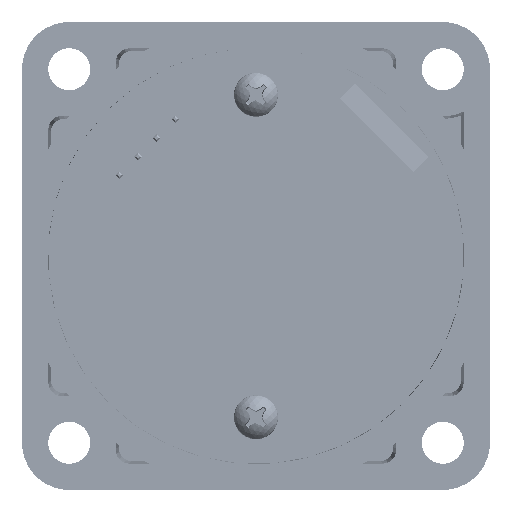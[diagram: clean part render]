
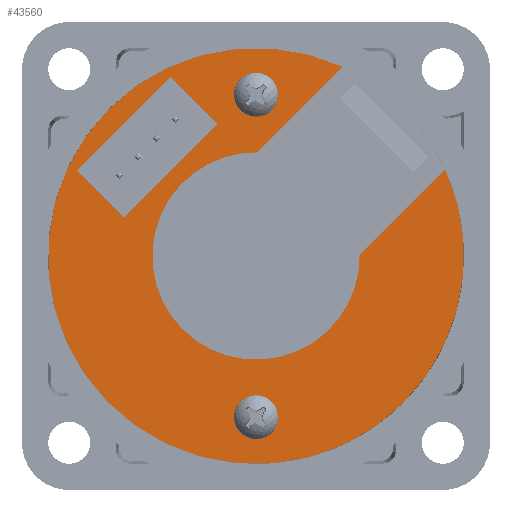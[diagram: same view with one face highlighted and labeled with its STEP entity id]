
A CAD part, front view. The second image highlights one B-rep face of the part: STEP entity #43560.
In plain terms, the highlighted face is planar.
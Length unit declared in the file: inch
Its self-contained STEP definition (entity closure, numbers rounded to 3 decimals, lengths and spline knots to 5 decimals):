
#288 = CARTESIAN_POINT ( 'NONE',  ( 0., 0.6415, 0. ) ) ;
#310 = CARTESIAN_POINT ( 'NONE',  ( 0.275, 0.6415, 0.73792 ) ) ;
#486 = CARTESIAN_POINT ( 'NONE',  ( 0.4575, 0.6415, 0.25 ) ) ;
#1060 = CARTESIAN_POINT ( 'NONE',  ( 0.4575, 0.6415, 0.25 ) ) ;
#1244 = CARTESIAN_POINT ( 'NONE',  ( 0.7075, 0.6415, -0.25 ) ) ;
#1611 = ORIENTED_EDGE ( 'NONE', *, *, #16880, .F. ) ;
#1754 = DIRECTION ( 'NONE',  ( -1., 0., 0. ) ) ;
#2184 = VERTEX_POINT ( 'NONE', #3767 ) ;
#2420 = LINE ( 'NONE', #17408, #23429 ) ;
#2650 = VERTEX_POINT ( 'NONE', #9350 ) ;
#2758 = CARTESIAN_POINT ( 'NONE',  ( 0.4575, 0.6415, 0.25 ) ) ;
#2814 = CARTESIAN_POINT ( 'NONE',  ( 0.7075, 0.6415, -0.25 ) ) ;
#3658 = DIRECTION ( 'NONE',  ( 0., 0., 1. ) ) ;
#3767 = CARTESIAN_POINT ( 'NONE',  ( 0.67, 0.6415, 0.25 ) ) ;
#3831 = CARTESIAN_POINT ( 'NONE',  ( -0.275, 0.6415, 0.28006 ) ) ;
#4197 = ORIENTED_EDGE ( 'NONE', *, *, #26299, .F. ) ;
#5671 = FACE_OUTER_BOUND ( 'NONE', #40929, .T. ) ;
#6139 = DIRECTION ( 'NONE',  ( 0., 0., 1. ) ) ;
#6482 = ORIENTED_EDGE ( 'NONE', *, *, #13120, .F. ) ;
#6484 = LINE ( 'NONE', #21511, #48063 ) ;
#6653 = CARTESIAN_POINT ( 'NONE',  ( 0.4575, 0.6415, -0.25 ) ) ;
#6916 = ORIENTED_EDGE ( 'NONE', *, *, #45954, .F. ) ;
#6949 = LINE ( 'NONE', #21977, #29352 ) ;
#7236 = VERTEX_POINT ( 'NONE', #44548 ) ;
#7926 = LINE ( 'NONE', #22980, #46548 ) ;
#8336 = ORIENTED_EDGE ( 'NONE', *, *, #36657, .F. ) ;
#8358 = EDGE_LOOP ( 'NONE', ( #12679, #1611, #17761, #6916, #6482, #34650, #4197, #8336, #13187, #38049, #38510, #16781 ) ) ;
#9350 = CARTESIAN_POINT ( 'NONE',  ( -0.275, 0.6415, 0.28006 ) ) ;
#9553 = LINE ( 'NONE', #24599, #15643 ) ;
#9876 = EDGE_CURVE ( 'NONE', #2650, #42403, #37544, .T. ) ;
#10998 = EDGE_CURVE ( 'NONE', #19323, #2184, #6949, .T. ) ;
#11510 = DIRECTION ( 'NONE',  ( 0., 0., 1. ) ) ;
#11535 = VERTEX_POINT ( 'NONE', #45265 ) ;
#12429 = LINE ( 'NONE', #27483, #32620 ) ;
#12679 = ORIENTED_EDGE ( 'NONE', *, *, #21310, .F. ) ;
#13120 = EDGE_CURVE ( 'NONE', #41249, #26856, #22383, .T. ) ;
#13187 = ORIENTED_EDGE ( 'NONE', *, *, #13529, .F. ) ;
#13208 = VERTEX_POINT ( 'NONE', #26558 ) ;
#13529 = EDGE_CURVE ( 'NONE', #26605, #17389, #12429, .T. ) ;
#13613 = CARTESIAN_POINT ( 'NONE',  ( 0.7075, 0.6415, 0.25 ) ) ;
#14314 = LINE ( 'NONE', #29391, #47129 ) ;
#14855 = CIRCLE ( 'NONE', #42363, 0.3925 ) ;
#15239 = DIRECTION ( 'NONE',  ( 0., 1., 0. ) ) ;
#15295 = CARTESIAN_POINT ( 'NONE',  ( 0.62, 0.6415, 0.25 ) ) ;
#15643 = VECTOR ( 'NONE', #39573, 39.37008 ) ;
#16018 = DIRECTION ( 'NONE',  ( 1., 0., 0. ) ) ;
#16430 = VERTEX_POINT ( 'NONE', #18390 ) ;
#16781 = ORIENTED_EDGE ( 'NONE', *, *, #36121, .F. ) ;
#16828 = LINE ( 'NONE', #31885, #29270 ) ;
#16880 = EDGE_CURVE ( 'NONE', #2184, #25369, #34761, .T. ) ;
#17212 = EDGE_CURVE ( 'NONE', #43412, #42403, #44847, .T. ) ;
#17389 = VERTEX_POINT ( 'NONE', #1244 ) ;
#17408 = CARTESIAN_POINT ( 'NONE',  ( 0.7075, 0.6415, -0.25 ) ) ;
#17731 = DIRECTION ( 'NONE',  ( 1., 0., 0. ) ) ;
#17761 = ORIENTED_EDGE ( 'NONE', *, *, #10998, .F. ) ;
#17795 = DIRECTION ( 'NONE',  ( 0., 0., -1. ) ) ;
#17930 = VECTOR ( 'NONE', #1754, 39.37008 ) ;
#18390 = CARTESIAN_POINT ( 'NONE',  ( 0.7075, 0.6415, 0.1625 ) ) ;
#18838 = DIRECTION ( 'NONE',  ( 0., 0., 1. ) ) ;
#19323 = VERTEX_POINT ( 'NONE', #15295 ) ;
#20411 = LINE ( 'NONE', #35444, #17930 ) ;
#20490 = VECTOR ( 'NONE', #16018, 39.37008 ) ;
#20676 = PLANE ( 'NONE',  #41802 ) ;
#21310 = EDGE_CURVE ( 'NONE', #25369, #16430, #2420, .T. ) ;
#21511 = CARTESIAN_POINT ( 'NONE',  ( 0.4575, 0.6415, -0.25 ) ) ;
#21630 = VECTOR ( 'NONE', #17795, 39.37008 ) ;
#21977 = CARTESIAN_POINT ( 'NONE',  ( 0., 0.6415, 0.25 ) ) ;
#22383 = LINE ( 'NONE', #37377, #36500 ) ;
#22980 = CARTESIAN_POINT ( 'NONE',  ( 0.7075, 0.6415, 0. ) ) ;
#23429 = VECTOR ( 'NONE', #32462, 39.37008 ) ;
#23671 = AXIS2_PLACEMENT_3D ( 'NONE', #288, #15239, #30311 ) ;
#24599 = CARTESIAN_POINT ( 'NONE',  ( 0.275, 0.6415, 0.28006 ) ) ;
#24874 = CARTESIAN_POINT ( 'NONE',  ( 0., 0.6415, 0. ) ) ;
#24945 = ORIENTED_EDGE ( 'NONE', *, *, #9876, .F. ) ;
#25369 = VERTEX_POINT ( 'NONE', #13613 ) ;
#25467 = CARTESIAN_POINT ( 'NONE',  ( 0.7075, 0.6415, -0.1125 ) ) ;
#26299 = EDGE_CURVE ( 'NONE', #47045, #7236, #14314, .T. ) ;
#26558 = CARTESIAN_POINT ( 'NONE',  ( 0.275, 0.6415, 0.28006 ) ) ;
#26605 = VERTEX_POINT ( 'NONE', #34974 ) ;
#26856 = VERTEX_POINT ( 'NONE', #486 ) ;
#27483 = CARTESIAN_POINT ( 'NONE',  ( 0.7075, 0.6415, -0.25 ) ) ;
#27680 = VECTOR ( 'NONE', #18838, 39.37008 ) ;
#29270 = VECTOR ( 'NONE', #46831, 39.37008 ) ;
#29352 = VECTOR ( 'NONE', #36989, 39.37008 ) ;
#29391 = CARTESIAN_POINT ( 'NONE',  ( 0., 0.6415, -0.25 ) ) ;
#30273 = CARTESIAN_POINT ( 'NONE',  ( 0., 0.6415, 0. ) ) ;
#30311 = DIRECTION ( 'NONE',  ( 0., 0., 1. ) ) ;
#31885 = CARTESIAN_POINT ( 'NONE',  ( 0.7075, 0.6415, 0. ) ) ;
#32041 = EDGE_CURVE ( 'NONE', #13208, #2650, #14855, .T. ) ;
#32137 = ORIENTED_EDGE ( 'NONE', *, *, #32041, .F. ) ;
#32462 = DIRECTION ( 'NONE',  ( 0., 0., -1. ) ) ;
#32620 = VECTOR ( 'NONE', #42434, 39.37008 ) ;
#34143 = VECTOR ( 'NONE', #17731, 39.37008 ) ;
#34292 = CARTESIAN_POINT ( 'NONE',  ( 0.67, 0.6415, -0.25 ) ) ;
#34650 = ORIENTED_EDGE ( 'NONE', *, *, #35069, .F. ) ;
#34761 = LINE ( 'NONE', #1060, #20490 ) ;
#34964 = EDGE_CURVE ( 'NONE', #42983, #26605, #16828, .T. ) ;
#34974 = CARTESIAN_POINT ( 'NONE',  ( 0.7075, 0.6415, -0.1625 ) ) ;
#35069 = EDGE_CURVE ( 'NONE', #7236, #41249, #6484, .T. ) ;
#35444 = CARTESIAN_POINT ( 'NONE',  ( 0.4575, 0.6415, -0.25 ) ) ;
#36121 = EDGE_CURVE ( 'NONE', #16430, #11535, #7926, .T. ) ;
#36463 = LINE ( 'NONE', #2758, #34143 ) ;
#36500 = VECTOR ( 'NONE', #3658, 39.37008 ) ;
#36516 = DIRECTION ( 'NONE',  ( -1., 0., 0. ) ) ;
#36522 = LINE ( 'NONE', #2814, #21630 ) ;
#36657 = EDGE_CURVE ( 'NONE', #17389, #47045, #20411, .T. ) ;
#36989 = DIRECTION ( 'NONE',  ( 1., 0., 0. ) ) ;
#37377 = CARTESIAN_POINT ( 'NONE',  ( 0.4575, 0.6415, -0.25 ) ) ;
#37544 = LINE ( 'NONE', #3831, #27680 ) ;
#37712 = EDGE_CURVE ( 'NONE', #43412, #13208, #9553, .T. ) ;
#37961 = DIRECTION ( 'NONE',  ( 0., 0., -1. ) ) ;
#38049 = ORIENTED_EDGE ( 'NONE', *, *, #34964, .F. ) ;
#38510 = ORIENTED_EDGE ( 'NONE', *, *, #46838, .F. ) ;
#39361 = FACE_BOUND ( 'NONE', #8358, .T. ) ;
#39573 = DIRECTION ( 'NONE',  ( 0., 0., -1. ) ) ;
#39706 = ORIENTED_EDGE ( 'NONE', *, *, #37712, .F. ) ;
#39844 = DIRECTION ( 'NONE',  ( 0., 1., 0. ) ) ;
#40852 = CARTESIAN_POINT ( 'NONE',  ( -0.275, 0.6415, 0.73792 ) ) ;
#40929 = EDGE_LOOP ( 'NONE', ( #24945, #32137, #39706, #44557 ) ) ;
#41249 = VERTEX_POINT ( 'NONE', #6653 ) ;
#41802 = AXIS2_PLACEMENT_3D ( 'NONE', #24874, #39844, #6139 ) ;
#42363 = AXIS2_PLACEMENT_3D ( 'NONE', #30273, #45228, #11510 ) ;
#42403 = VERTEX_POINT ( 'NONE', #40852 ) ;
#42434 = DIRECTION ( 'NONE',  ( 0., 0., -1. ) ) ;
#42983 = VERTEX_POINT ( 'NONE', #25467 ) ;
#43412 = VERTEX_POINT ( 'NONE', #310 ) ;
#43560 = ADVANCED_FACE ( 'NONE', ( #39361, #5671 ), #20676, .T. ) ;
#44333 = DIRECTION ( 'NONE',  ( -1., 0., 0. ) ) ;
#44548 = CARTESIAN_POINT ( 'NONE',  ( 0.62, 0.6415, -0.25 ) ) ;
#44557 = ORIENTED_EDGE ( 'NONE', *, *, #17212, .T. ) ;
#44847 = CIRCLE ( 'NONE', #23671, 0.7875 ) ;
#45228 = DIRECTION ( 'NONE',  ( 0., 1., 0. ) ) ;
#45265 = CARTESIAN_POINT ( 'NONE',  ( 0.7075, 0.6415, 0.1125 ) ) ;
#45954 = EDGE_CURVE ( 'NONE', #26856, #19323, #36463, .T. ) ;
#46548 = VECTOR ( 'NONE', #37961, 39.37008 ) ;
#46831 = DIRECTION ( 'NONE',  ( 0., 0., -1. ) ) ;
#46838 = EDGE_CURVE ( 'NONE', #11535, #42983, #36522, .T. ) ;
#47045 = VERTEX_POINT ( 'NONE', #34292 ) ;
#47129 = VECTOR ( 'NONE', #44333, 39.37008 ) ;
#48063 = VECTOR ( 'NONE', #36516, 39.37008 ) ;
